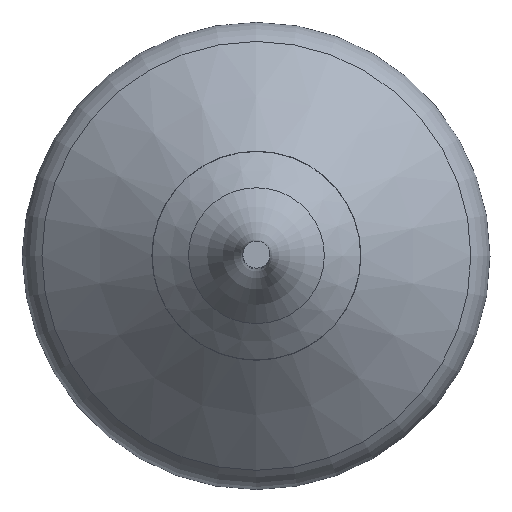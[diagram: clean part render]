
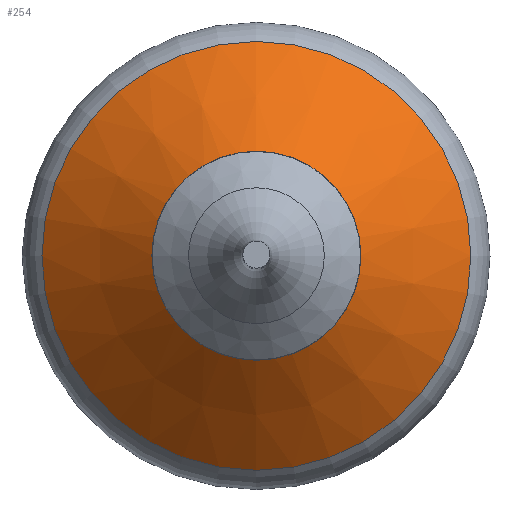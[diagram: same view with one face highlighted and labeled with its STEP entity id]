
A CAD part, top view. The second image highlights one B-rep face of the part: STEP entity #254.
In plain terms, the highlighted conical face has half-angle 48.322 degrees and reference radius 55.608 mm.
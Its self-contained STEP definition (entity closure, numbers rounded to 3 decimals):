
#30=FACE_OUTER_BOUND('',#47,.T.);
#47=EDGE_LOOP('',(#195,#196,#197,#198,#199,#200));
#64=LINE('',#470,#74);
#74=VECTOR('',#377,55.608);
#84=CIRCLE('',#295,38.441);
#85=CIRCLE('',#296,38.441);
#93=CIRCLE('',#308,79.215);
#94=CIRCLE('',#309,79.215);
#111=VERTEX_POINT('',#445);
#112=VERTEX_POINT('',#446);
#119=VERTEX_POINT('',#469);
#120=VERTEX_POINT('',#471);
#135=EDGE_CURVE('',#111,#112,#84,.T.);
#136=EDGE_CURVE('',#112,#111,#85,.T.);
#147=EDGE_CURVE('',#111,#119,#64,.T.);
#148=EDGE_CURVE('',#119,#120,#93,.T.);
#149=EDGE_CURVE('',#120,#119,#94,.T.);
#195=ORIENTED_EDGE('',*,*,#135,.T.);
#196=ORIENTED_EDGE('',*,*,#136,.T.);
#197=ORIENTED_EDGE('',*,*,#147,.T.);
#198=ORIENTED_EDGE('',*,*,#148,.T.);
#199=ORIENTED_EDGE('',*,*,#149,.T.);
#200=ORIENTED_EDGE('',*,*,#147,.F.);
#245=CONICAL_SURFACE('',#307,55.608,0.843);
#254=ADVANCED_FACE('',(#30),#245,.T.);
#295=AXIS2_PLACEMENT_3D('',#447,#348,#349);
#296=AXIS2_PLACEMENT_3D('',#448,#350,#351);
#307=AXIS2_PLACEMENT_3D('',#468,#375,#376);
#308=AXIS2_PLACEMENT_3D('',#472,#378,#379);
#309=AXIS2_PLACEMENT_3D('',#473,#380,#381);
#348=DIRECTION('center_axis',(0.,0.,-1.));
#349=DIRECTION('ref_axis',(0.,-1.,0.));
#350=DIRECTION('center_axis',(0.,0.,-1.));
#351=DIRECTION('ref_axis',(0.,-1.,0.));
#375=DIRECTION('center_axis',(0.,0.,-1.));
#376=DIRECTION('ref_axis',(0.,-1.,0.));
#377=DIRECTION('',(0.,0.747,-0.665));
#378=DIRECTION('center_axis',(0.,0.,1.));
#379=DIRECTION('ref_axis',(1.,0.,0.));
#380=DIRECTION('center_axis',(0.,0.,1.));
#381=DIRECTION('ref_axis',(1.,0.,0.));
#445=CARTESIAN_POINT('',(0.,38.441,-3.021));
#446=CARTESIAN_POINT('',(38.441,0.,-3.021));
#447=CARTESIAN_POINT('Origin',(0.,0.,
-3.021));
#448=CARTESIAN_POINT('Origin',(0.,0.,
-3.021));
#468=CARTESIAN_POINT('Origin',(0.,0.,
-18.305));
#469=CARTESIAN_POINT('',(0.,79.215,-39.323));
#470=CARTESIAN_POINT('',(0.,55.608,-18.305));
#471=CARTESIAN_POINT('',(-79.215,0.,-39.323));
#472=CARTESIAN_POINT('Origin',(0.,0.,
-39.323));
#473=CARTESIAN_POINT('Origin',(0.,0.,
-39.323));
